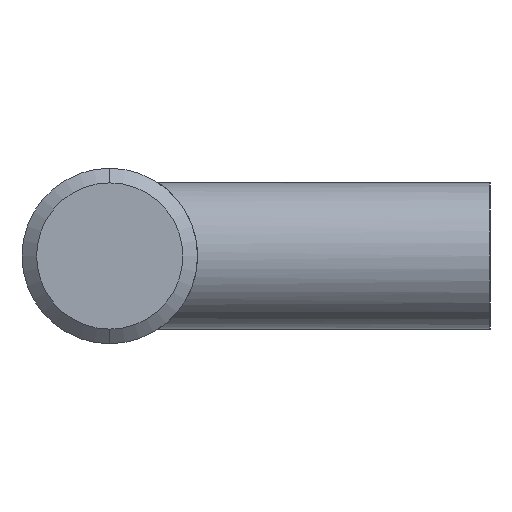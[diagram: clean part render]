
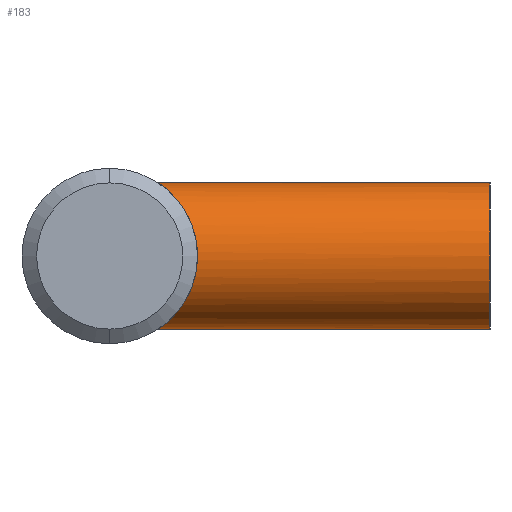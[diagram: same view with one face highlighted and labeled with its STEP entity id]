
A CAD part, left-side view. The second image highlights one B-rep face of the part: STEP entity #183.
In plain terms, the highlighted cylindrical face has radius 5 mm (diameter 10 mm), a partial arc.
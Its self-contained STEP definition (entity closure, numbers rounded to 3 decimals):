
#4 = VERTEX_POINT ( 'NONE', #574 ) ;
#18 = EDGE_LOOP ( 'NONE', ( #295, #262, #359, #501 ) ) ;
#25 = VECTOR ( 'NONE', #32, 1000. ) ;
#27 = CARTESIAN_POINT ( 'NONE',  ( -3.924, -5.136, -3.116 ) ) ;
#28 = CARTESIAN_POINT ( 'NONE',  ( 0., -26., -5. ) ) ;
#30 = EDGE_CURVE ( 'NONE', #451, #4, #511, .T. ) ;
#31 = CARTESIAN_POINT ( 'NONE',  ( 0., -26., 0. ) ) ;
#32 = DIRECTION ( 'NONE',  ( 0., 1., 0. ) ) ;
#39 = CARTESIAN_POINT ( 'NONE',  ( -0.696, -3.374, 4.963 ) ) ;
#44 = CARTESIAN_POINT ( 'NONE',  ( -0.697, -3.385, -4.954 ) ) ;
#53 = CARTESIAN_POINT ( 'NONE',  ( 0., -3.317, 5. ) ) ;
#75 = CARTESIAN_POINT ( 'NONE',  ( -4.449, -5.548, -2.307 ) ) ;
#82 = CARTESIAN_POINT ( 'NONE',  ( -1.667, -3.704, 4.724 ) ) ;
#88 = CARTESIAN_POINT ( 'NONE',  ( -4.928, -5.94, -0.863 ) ) ;
#94 = B_SPLINE_CURVE_WITH_KNOTS ( 'NONE', 3,
 ( #361, #127, #39, #226, #82, #275, #364, #478, #372, #315, #615, #166, #130, #629, #327, #179, #572, #533, #375, #137, #330, #88, #117, #521, #75, #264, #27, #150, #293, #595, #544, #140, #541, #335, #284, #97, #435, #44, #591, #634, #287 ),
 .UNSPECIFIED., .F., .F.,
 ( 4, 2, 2, 2, 2, 2, 2, 2, 2, 1, 2, 2, 2, 2, 2, 2, 2, 2, 2, 2, 4 ),
 ( 0., 0.001, 0.002, 0.003, 0.004, 0.005, 0.006, 0.007, 0.008, 0.008, 0.009, 0.009, 0.01, 0.011, 0.013, 0.014, 0.015, 0.015, 0.016, 0.016, 0.017 ),
 .UNSPECIFIED. ) ;
#97 = CARTESIAN_POINT ( 'NONE',  ( -1.195, -3.522, -4.858 ) ) ;
#117 = CARTESIAN_POINT ( 'NONE',  ( -4.821, -5.852, -1.369 ) ) ;
#127 = CARTESIAN_POINT ( 'NONE',  ( -0.354, -3.317, 5. ) ) ;
#130 = CARTESIAN_POINT ( 'NONE',  ( -4.444, -5.545, 2.316 ) ) ;
#137 = CARTESIAN_POINT ( 'NONE',  ( -4.991, -5.993, -0.342 ) ) ;
#140 = CARTESIAN_POINT ( 'NONE',  ( -2.252, -4.001, -4.475 ) ) ;
#143 = CARTESIAN_POINT ( 'NONE',  ( 0., -26., -5. ) ) ;
#150 = CARTESIAN_POINT ( 'NONE',  ( -3.718, -4.98, -3.357 ) ) ;
#152 = CARTESIAN_POINT ( 'NONE',  ( 0., -26., 5. ) ) ;
#166 = CARTESIAN_POINT ( 'NONE',  ( -4.284, -5.417, 2.597 ) ) ;
#171 = DIRECTION ( 'NONE',  ( 0., 0., 1. ) ) ;
#178 = CARTESIAN_POINT ( 'NONE',  ( 0., -26., 0. ) ) ;
#179 = CARTESIAN_POINT ( 'NONE',  ( -4.926, -5.938, 0.875 ) ) ;
#183 = ADVANCED_FACE ( 'NONE', ( #473 ), #223, .T. ) ;
#223 = CYLINDRICAL_SURFACE ( 'NONE', #547, 5. ) ;
#224 = LINE ( 'NONE', #276, #25 ) ;
#226 = CARTESIAN_POINT ( 'NONE',  ( -1.36, -3.571, 4.823 ) ) ;
#243 = EDGE_CURVE ( 'NONE', #451, #618, #307, .T. ) ;
#259 = DIRECTION ( 'NONE',  ( 0., 1., 0. ) ) ;
#262 = ORIENTED_EDGE ( 'NONE', *, *, #243, .T. ) ;
#264 = CARTESIAN_POINT ( 'NONE',  ( -4.289, -5.42, -2.59 ) ) ;
#275 = CARTESIAN_POINT ( 'NONE',  ( -2.249, -3.999, 4.477 ) ) ;
#276 = CARTESIAN_POINT ( 'NONE',  ( 0., -26., 5. ) ) ;
#284 = CARTESIAN_POINT ( 'NONE',  ( -1.356, -3.58, -4.815 ) ) ;
#287 = CARTESIAN_POINT ( 'NONE',  ( 0., -3.317, -5. ) ) ;
#293 = CARTESIAN_POINT ( 'NONE',  ( -3.277, -4.66, -3.789 ) ) ;
#295 = ORIENTED_EDGE ( 'NONE', *, *, #30, .F. ) ;
#307 = CIRCLE ( 'NONE', #434, 5. ) ;
#315 = CARTESIAN_POINT ( 'NONE',  ( -3.714, -4.977, 3.362 ) ) ;
#327 = CARTESIAN_POINT ( 'NONE',  ( -4.818, -5.849, 1.38 ) ) ;
#330 = CARTESIAN_POINT ( 'NONE',  ( -4.955, -5.963, -0.689 ) ) ;
#335 = CARTESIAN_POINT ( 'NONE',  ( -1.667, -3.709, -4.717 ) ) ;
#357 = EDGE_CURVE ( 'NONE', #618, #597, #224, .T. ) ;
#359 = ORIENTED_EDGE ( 'NONE', *, *, #357, .T. ) ;
#361 = CARTESIAN_POINT ( 'NONE',  ( 0., -3.317, 5. ) ) ;
#364 = CARTESIAN_POINT ( 'NONE',  ( -2.525, -4.164, 4.327 ) ) ;
#372 = CARTESIAN_POINT ( 'NONE',  ( -3.272, -4.656, 3.794 ) ) ;
#375 = CARTESIAN_POINT ( 'NONE',  ( -5.009, -6.008, 0.006 ) ) ;
#385 = EDGE_CURVE ( 'NONE', #597, #4, #94, .T. ) ;
#425 = DIRECTION ( 'NONE',  ( 0., 1., 0. ) ) ;
#434 = AXIS2_PLACEMENT_3D ( 'NONE', #178, #425, #627 ) ;
#435 = CARTESIAN_POINT ( 'NONE',  ( -0.865, -3.424, -4.927 ) ) ;
#451 = VERTEX_POINT ( 'NONE', #143 ) ;
#473 = FACE_OUTER_BOUND ( 'NONE', #18, .T. ) ;
#478 = CARTESIAN_POINT ( 'NONE',  ( -3.035, -4.491, 3.986 ) ) ;
#480 = DIRECTION ( 'NONE',  ( 0., 1., 0. ) ) ;
#499 = VECTOR ( 'NONE', #259, 1000. ) ;
#501 = ORIENTED_EDGE ( 'NONE', *, *, #385, .T. ) ;
#511 = LINE ( 'NONE', #28, #499 ) ;
#521 = CARTESIAN_POINT ( 'NONE',  ( -4.717, -5.766, -1.692 ) ) ;
#533 = CARTESIAN_POINT ( 'NONE',  ( -4.991, -5.992, 0.354 ) ) ;
#541 = CARTESIAN_POINT ( 'NONE',  ( -1.816, -3.779, -4.661 ) ) ;
#544 = CARTESIAN_POINT ( 'NONE',  ( -2.527, -4.165, -4.325 ) ) ;
#547 = AXIS2_PLACEMENT_3D ( 'NONE', #31, #480, #171 ) ;
#572 = CARTESIAN_POINT ( 'NONE',  ( -4.954, -5.961, 0.702 ) ) ;
#574 = CARTESIAN_POINT ( 'NONE',  ( 0., -3.317, -5. ) ) ;
#591 = CARTESIAN_POINT ( 'NONE',  ( -0.353, -3.331, -4.991 ) ) ;
#595 = CARTESIAN_POINT ( 'NONE',  ( -3.04, -4.494, -3.982 ) ) ;
#597 = VERTEX_POINT ( 'NONE', #53 ) ;
#615 = CARTESIAN_POINT ( 'NONE',  ( -3.921, -5.134, 3.119 ) ) ;
#618 = VERTEX_POINT ( 'NONE', #152 ) ;
#627 = DIRECTION ( 'NONE',  ( 0., 0., 1. ) ) ;
#629 = CARTESIAN_POINT ( 'NONE',  ( -4.713, -5.762, 1.703 ) ) ;
#634 = CARTESIAN_POINT ( 'NONE',  ( -0.175, -3.317, -5. ) ) ;
